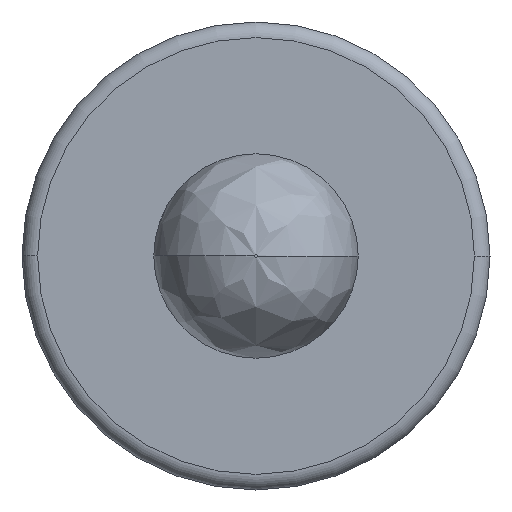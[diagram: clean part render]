
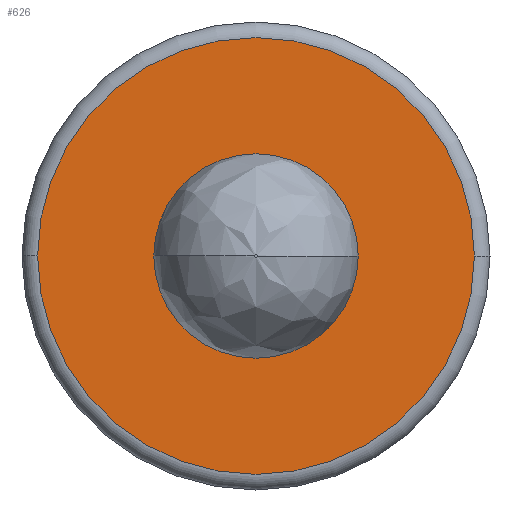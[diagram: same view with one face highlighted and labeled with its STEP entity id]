
A CAD part, front view. The second image highlights one B-rep face of the part: STEP entity #626.
In plain terms, the highlighted planar face has unit normal (0, -1, 0).
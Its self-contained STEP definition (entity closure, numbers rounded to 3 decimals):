
#171=CARTESIAN_POINT('',(0.,-0.004,0.));
#172=DIRECTION('',(0.,-1.,0.));
#173=DIRECTION('',(-1.,0.,0.));
#174=AXIS2_PLACEMENT_3D('',#171,#172,#173);
#186=CARTESIAN_POINT('',(0.,-0.004,0.));
#187=DIRECTION('',(0.,-1.,0.));
#188=DIRECTION('',(1.,0.,0.));
#189=AXIS2_PLACEMENT_3D('',#186,#187,#188);
#201=CARTESIAN_POINT('',(0.,-0.004,0.));
#202=DIRECTION('',(0.,1.,0.));
#203=DIRECTION('',(-1.,0.,0.));
#204=AXIS2_PLACEMENT_3D('',#201,#202,#203);
#240=CARTESIAN_POINT('',(0.,-0.004,0.));
#241=DIRECTION('',(0.,-1.,0.));
#242=DIRECTION('',(-1.,0.,0.));
#243=AXIS2_PLACEMENT_3D('',#240,#241,#242);
#425=CARTESIAN_POINT('',(-0.524,-0.004,0.));
#426=CARTESIAN_POINT('',(0.524,-0.004,0.));
#427=VERTEX_POINT('',#425);
#428=VERTEX_POINT('',#426);
#445=CARTESIAN_POINT('',(1.119,-0.004,0.));
#446=CARTESIAN_POINT('',(-1.119,-0.004,0.));
#447=VERTEX_POINT('',#445);
#448=VERTEX_POINT('',#446);
#610=CARTESIAN_POINT('',(0.,-0.004,0.));
#611=DIRECTION('',(0.,1.,0.));
#612=DIRECTION('',(1.,0.,0.));
#613=AXIS2_PLACEMENT_3D('',#610,#611,#612);
#614=PLANE('',#613);
#616=ORIENTED_EDGE('',*,*,#615,.F.);
#617=ORIENTED_EDGE('',*,*,#600,.F.);
#618=EDGE_LOOP('',(#616,#617));
#619=FACE_OUTER_BOUND('',#618,.F.);
#621=ORIENTED_EDGE('',*,*,#620,.F.);
#623=ORIENTED_EDGE('',*,*,#622,.T.);
#624=EDGE_LOOP('',(#621,#623));
#625=FACE_BOUND('',#624,.F.);
#626=ADVANCED_FACE('',(#619,#625),#614,.F.);
#175=CIRCLE('',#174,1.119);
#190=CIRCLE('',#189,1.119);
#205=CIRCLE('',#204,0.524);
#244=CIRCLE('',#243,0.524);
#600=EDGE_CURVE('',#448,#447,#175,.T.);
#615=EDGE_CURVE('',#447,#448,#190,.T.);
#620=EDGE_CURVE('',#427,#428,#205,.T.);
#622=EDGE_CURVE('',#427,#428,#244,.T.);
